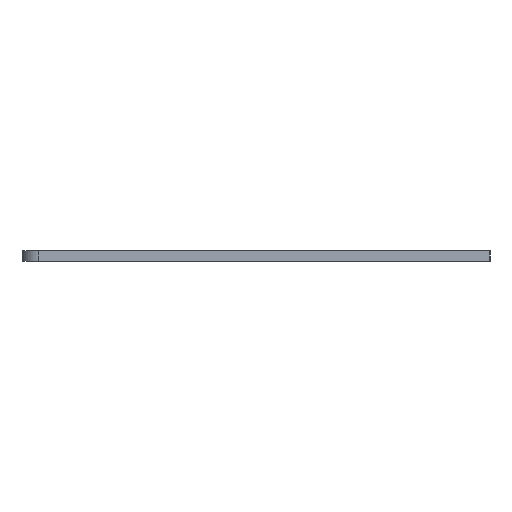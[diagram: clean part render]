
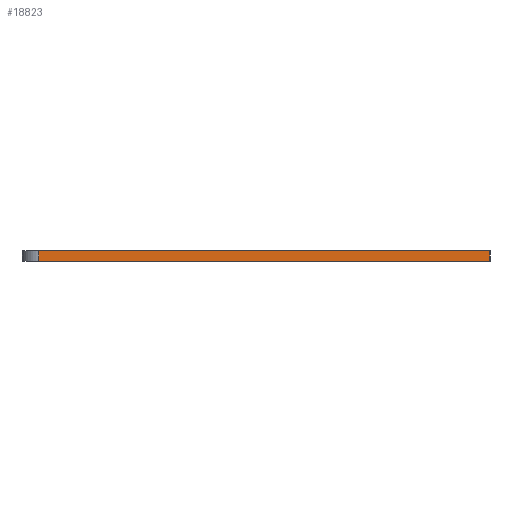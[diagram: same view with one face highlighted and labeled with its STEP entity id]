
A CAD part, left-side view. The second image highlights one B-rep face of the part: STEP entity #18823.
In plain terms, the highlighted planar face has unit normal (-1, -0.003, 0).
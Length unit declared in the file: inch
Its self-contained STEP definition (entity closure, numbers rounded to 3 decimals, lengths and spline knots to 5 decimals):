
#582=PLANE('',#19264);
#1539=FACE_OUTER_BOUND('',#2627,.T.);
#2627=EDGE_LOOP('',(#17267,#17268,#17269,#17270));
#4200=LINE('',#37212,#5792);
#4205=LINE('',#37245,#5797);
#4219=LINE('',#37293,#5811);
#4220=LINE('',#37295,#5812);
#5792=VECTOR('',#21596,0.3937);
#5797=VECTOR('',#21625,0.3937);
#5811=VECTOR('',#21685,0.3937);
#5812=VECTOR('',#21688,0.3937);
#8830=VERTEX_POINT('',#37209);
#8831=VERTEX_POINT('',#37211);
#8846=VERTEX_POINT('',#37242);
#8847=VERTEX_POINT('',#37244);
#11622=EDGE_CURVE('',#8831,#8830,#4200,.T.);
#11638=EDGE_CURVE('',#8846,#8847,#4205,.T.);
#11663=EDGE_CURVE('',#8830,#8847,#4219,.T.);
#11664=EDGE_CURVE('',#8831,#8846,#4220,.T.);
#17267=ORIENTED_EDGE('',*,*,#11622,.T.);
#17268=ORIENTED_EDGE('',*,*,#11663,.T.);
#17269=ORIENTED_EDGE('',*,*,#11638,.F.);
#17270=ORIENTED_EDGE('',*,*,#11664,.F.);
#18823=ADVANCED_FACE('',(#1539),#582,.T.);
#19264=AXIS2_PLACEMENT_3D('',#37294,#21686,#21687);
#21596=DIRECTION('',(-0.003,1.,0.));
#21625=DIRECTION('',(-0.003,1.,0.));
#21685=DIRECTION('',(0.,0.,-1.));
#21686=DIRECTION('center_axis',(-1.,-0.003,
0.));
#21687=DIRECTION('ref_axis',(-0.003,1.,0.));
#21688=DIRECTION('',(0.,0.,-1.));
#37209=CARTESIAN_POINT('',(-0.00787,2.62598,0.));
#37211=CARTESIAN_POINT('',(0.,0.,0.));
#37212=CARTESIAN_POINT('',(0.,0.,0.));
#37242=CARTESIAN_POINT('',(0.,0.,-0.0625));
#37244=CARTESIAN_POINT('',(-0.00787,2.62598,-0.0625));
#37245=CARTESIAN_POINT('',(0.,0.,-0.0625));
#37293=CARTESIAN_POINT('',(-0.00787,2.62598,0.));
#37294=CARTESIAN_POINT('Origin',(0.,0.,0.));
#37295=CARTESIAN_POINT('',(0.,0.,0.));
